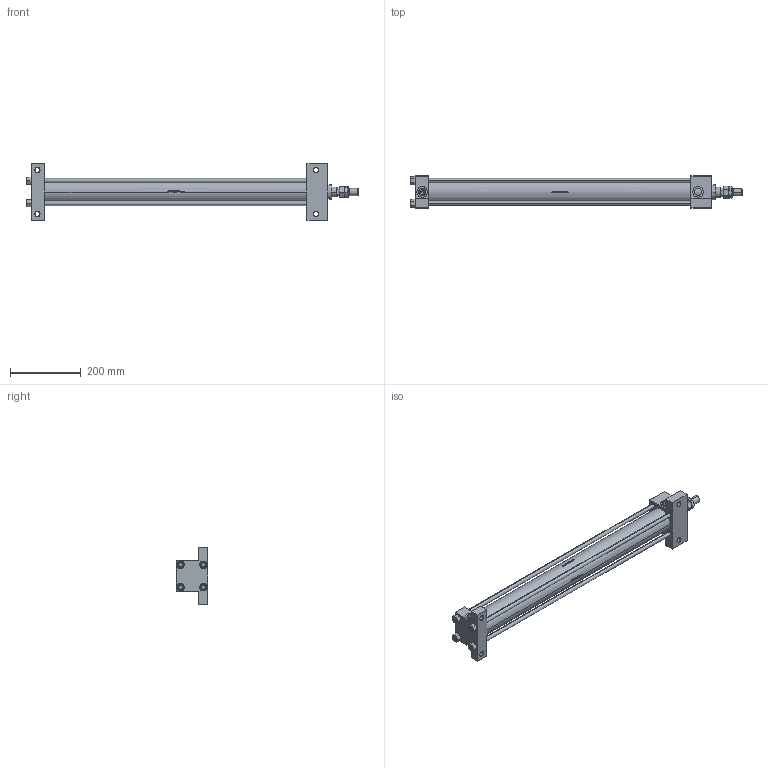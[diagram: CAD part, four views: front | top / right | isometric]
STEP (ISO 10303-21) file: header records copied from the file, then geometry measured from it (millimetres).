
FILE_DESCRIPTION (( 'STEP AP203' ), '1' );
FILE_NAME ('694b.STEP', '2023-08-23T03:59:54', ( '' ), ( '' ), 'SwSTEP 2.0', 'SolidWorks 2019', '' );
FILE_SCHEMA (( 'CONFIG_CONTROL_DESIGN' ));
Length unit declared in the file: millimetre
Products named in the file (7): NUT_M5_G 88796608c85f5a52f858650b6bf7bb37; 694b; V215_VC_A 88796608c85f5a52f858650b6bf7bb37; V215CR_VCP_G 88796608c85f5a52f858650b6bf7bb37; V215CR_G_TYCINKA 88796608c85f5a52f858650b6bf7bb37; MTA 88796608c85f5a52f858650b6bf7bb37; V215CR_G_Body 88796608c85f5a52f858650b6bf7bb37
Assembly tree (12 placements, depth 2):
  694b
    V215CR_G_Body 88796608c85f5a52f858650b6bf7bb37
    V215CR_VCP_G 88796608c85f5a52f858650b6bf7bb37
    V215CR_G_TYCINKA 88796608c85f5a52f858650b6bf7bb37  x4
    NUT_M5_G 88796608c85f5a52f858650b6bf7bb37  x4
    V215_VC_A 88796608c85f5a52f858650b6bf7bb37
    MTA 88796608c85f5a52f858650b6bf7bb37
Bounding box: 936 x 90 x 160 mm (x, y, z)
Volume: 2294063.4 mm3; surface area: 649626.3 mm2
Topology: 12 solids, 12 shells, 1136 faces, 2854 edges, 1823 vertices
Faces by surface type: plane 446, bspline 380, cone 172, cylinder 128, torus 10
Entity records: 49125 total; most frequent: CARTESIAN_POINT 26485, ORIENTED_EDGE 5200, DIRECTION 3226, EDGE_CURVE 2600, VERTEX_POINT 1679, VECTOR 1314, LINE 1314, EDGE_LOOP 1117
